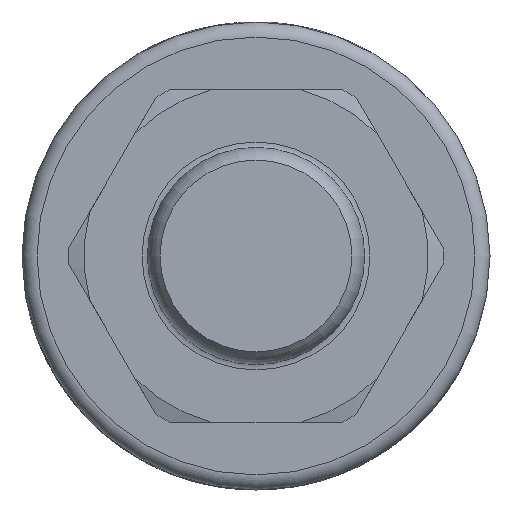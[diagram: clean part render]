
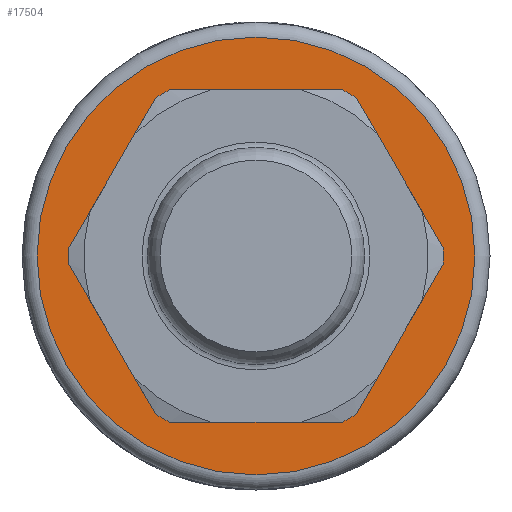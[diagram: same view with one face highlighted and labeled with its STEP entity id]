
A CAD part, left-side view. The second image highlights one B-rep face of the part: STEP entity #17504.
In plain terms, the highlighted planar face has unit normal (-1, 0, 0).
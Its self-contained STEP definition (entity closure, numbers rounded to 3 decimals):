
#153=FACE_BOUND($,#5214,.T.);
#154=FACE_BOUND($,#5215,.T.);
#215=CIRCLE($,#17642,10.5);
#443=CIRCLE($,#18313,14.5);
#3316=PLANE($,#18314);
#5214=EDGE_LOOP($,(#15388));
#5215=EDGE_LOOP($,(#15389));
#6592=VERTEX_POINT($,#28778);
#8050=VERTEX_POINT($,#121722);
#8321=EDGE_CURVE($,#6592,#6592,#215,.T.);
#10511=EDGE_CURVE($,#8050,#8050,#443,.T.);
#15388=ORIENTED_EDGE($,*,*,#8321,.F.);
#15389=ORIENTED_EDGE($,*,*,#10511,.T.);
#17504=ADVANCED_FACE($,(#153,#154),#3316,.T.);
#17642=AXIS2_PLACEMENT_3D($,#28779,#18596,#18597);
#18313=AXIS2_PLACEMENT_3D($,#121723,#20872,#20873);
#18314=AXIS2_PLACEMENT_3D($,#121724,#20874,#20875);
#18596=DIRECTION('center_axis',(-1.,0.,0.));
#18597=DIRECTION('ref_axis',(0.,1.,0.));
#20872=DIRECTION('center_axis',(-1.,0.,0.));
#20873=DIRECTION('ref_axis',(0.,0.,1.));
#20874=DIRECTION('center_axis',(-1.,0.,0.));
#20875=DIRECTION('ref_axis',(0.,0.,1.));
#28778=CARTESIAN_POINT('',(-16.1,-10.5,0.));
#28779=CARTESIAN_POINT('Origin',(-16.1,0.,0.));
#121722=CARTESIAN_POINT('',(-16.1,0.,14.5));
#121723=CARTESIAN_POINT('Origin',(-16.1,0.,0.));
#121724=CARTESIAN_POINT('Origin',(-16.1,0.,11.05));
